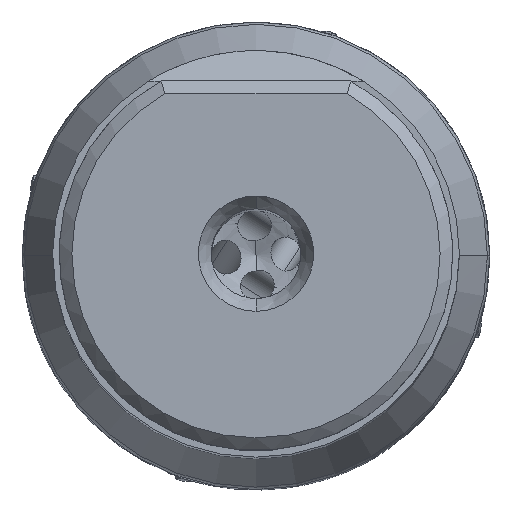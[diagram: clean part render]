
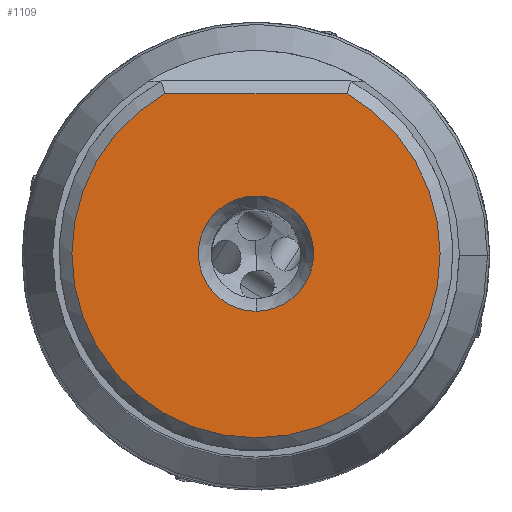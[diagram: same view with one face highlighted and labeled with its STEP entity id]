
A CAD part, top view. The second image highlights one B-rep face of the part: STEP entity #1109.
In plain terms, the highlighted planar face has unit normal (0, 0, 1).
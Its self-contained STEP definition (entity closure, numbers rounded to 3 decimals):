
#209=B_SPLINE_CURVE_WITH_KNOTS('',3,(#12886,#12887,#12888,#12889),
 .UNSPECIFIED.,.F.,.F.,(4,4),(0.,1.),.UNSPECIFIED.);
#655=PLANE('',#8579);
#748=FACE_BOUND('',#2049,.T.);
#749=FACE_BOUND('',#2050,.T.);
#1109=ADVANCED_FACE('',(#748,#749),#655,.T.);
#2049=EDGE_LOOP('',(#3383,#3384));
#2050=EDGE_LOOP('',(#3385,#3386));
#2485=CIRCLE('',#8572,14.375);
#2486=CIRCLE('',#8577,4.5);
#2487=CIRCLE('',#8578,4.5);
#3383=ORIENTED_EDGE('',*,*,#6432,.T.);
#3384=ORIENTED_EDGE('',*,*,#6433,.T.);
#3385=ORIENTED_EDGE('',*,*,#6425,.T.);
#3386=ORIENTED_EDGE('',*,*,#6431,.T.);
#5482=VERTEX_POINT('',#12844);
#5484=VERTEX_POINT('',#12847);
#5486=VERTEX_POINT('',#12892);
#5487=VERTEX_POINT('',#12893);
#6425=EDGE_CURVE('',#5484,#5482,#2485,.T.);
#6431=EDGE_CURVE('',#5482,#5484,#209,.T.);
#6432=EDGE_CURVE('',#5486,#5487,#2486,.T.);
#6433=EDGE_CURVE('',#5487,#5486,#2487,.T.);
#8572=AXIS2_PLACEMENT_3D('',#12846,#9793,#9794);
#8577=AXIS2_PLACEMENT_3D('',#12891,#9803,#9804);
#8578=AXIS2_PLACEMENT_3D('',#12894,#9805,#9806);
#8579=AXIS2_PLACEMENT_3D('',#12895,#9807,#9808);
#9793=DIRECTION('',(0.,0.,1.));
#9794=DIRECTION('',(-0.496,0.869,0.));
#9803=DIRECTION('',(0.,0.,-1.));
#9804=DIRECTION('',(0.,1.,0.));
#9805=DIRECTION('',(0.,0.,-1.));
#9806=DIRECTION('',(0.,-1.,0.));
#9807=DIRECTION('',(0.,0.,1.));
#9808=DIRECTION('',(-1.,0.,0.));
#12844=CARTESIAN_POINT('',(7.125,12.485,42.863));
#12846=CARTESIAN_POINT('',(0.,0.,42.863));
#12847=CARTESIAN_POINT('',(-7.125,12.485,42.863));
#12886=CARTESIAN_POINT('',(7.125,12.485,42.863));
#12887=CARTESIAN_POINT('',(2.375,12.485,42.863));
#12888=CARTESIAN_POINT('',(-2.375,12.485,42.863));
#12889=CARTESIAN_POINT('',(-7.125,12.485,42.863));
#12891=CARTESIAN_POINT('',(0.,0.,42.863));
#12892=CARTESIAN_POINT('',(0.,4.5,42.863));
#12893=CARTESIAN_POINT('',(0.,-4.5,42.863));
#12894=CARTESIAN_POINT('',(0.,0.,42.863));
#12895=CARTESIAN_POINT('',(0.,-1.045,42.863));
